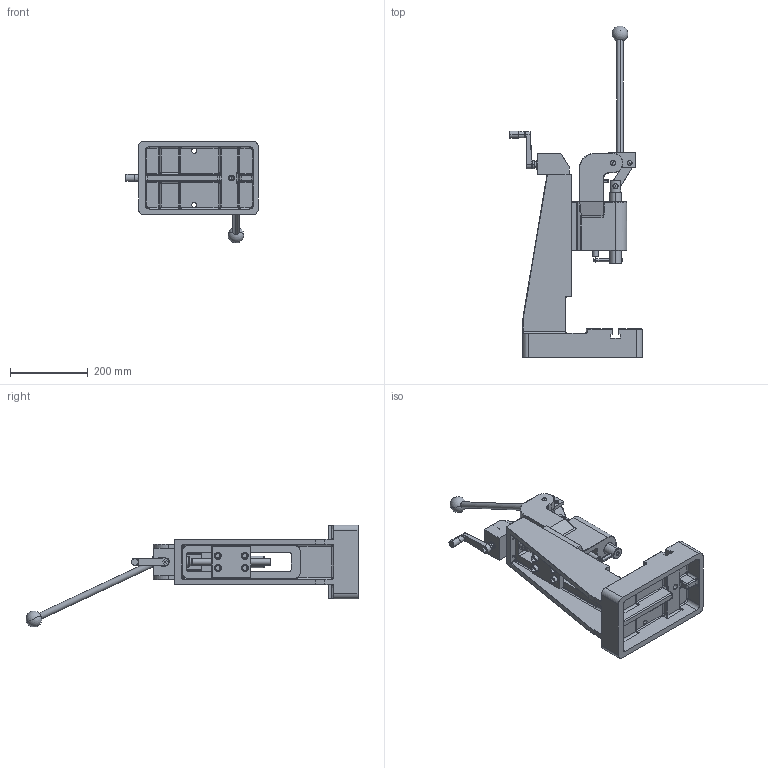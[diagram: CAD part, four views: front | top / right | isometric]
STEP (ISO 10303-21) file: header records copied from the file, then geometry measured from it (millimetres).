
FILE_DESCRIPTION (( 'STEP AP214' ), '1' );
FILE_NAME ('Presse HK2600.STEP', '2024-10-03T13:59:53', ( '' ), ( '' ), 'SwSTEP 2.0', 'SolidWorks 2021', '' );
FILE_SCHEMA (( 'AUTOMOTIVE_DESIGN' ));
Length unit declared in the file: millimetre
Products named in the file (25): Sechskantschraube DIN EN ISO 4017 M8x60; Grundkorpus HK2600; Welle HK2600; Presse HK2600; Gewindestrift DIN EN ISO 4026 M8x12; Hebelarm HK2600; Platte HK2600; Zylinderschraube_ISO4762__DIN912_konfig_00297417_DIN912 M12x75; Knauf HK2600; Kurbel HK2600; Pleul HK2600; Zylinderschraube_ISO4762__DIN912_konfig_00297417_DIN912 M6x35; Kurbelwelle HK2600; Zugfeder HK2600; Zylinderstift DIN6325 12m6x30; Federbolzen; Lagerbock HK2600; Zylinderstift DIN6325 12m6x90; Sicherungsring DIN 471 FST16; Pressenkopf HK2600; Zahnrad HK2600; Hebel HK2600; Gewindestange HK2600; Sechskantmutter DIN 934 M8; Hebelklotz HK12600
Assembly tree (32 placements, depth 2):
  Presse HK2600
    Sicherungsring DIN 471 FST16
    Zahnrad HK2600  x2
    Knauf HK2600
    Zugfeder HK2600
    Zylinderschraube_ISO4762__DIN912_konfig_00297417_DIN912 M12x75  x4
    Zylinderschraube_ISO4762__DIN912_konfig_00297417_DIN912 M6x35  x4
    Zylinderstift DIN6325 12m6x30  x2
    Zylinderstift DIN6325 12m6x90
    Gewindestrift DIN EN ISO 4026 M8x12
    Sechskantschraube DIN EN ISO 4017 M8x60
    Sechskantmutter DIN 934 M8
    Grundkorpus HK2600
    Pressenkopf HK2600
    Hebelarm HK2600
    Hebel HK2600
    Kurbel HK2600
    Platte HK2600
    Lagerbock HK2600
    Kurbelwelle HK2600
    Hebelklotz HK12600
    Pleul HK2600
    Welle HK2600
    Federbolzen
    Gewindestange HK2600
Bounding box: 341.25 x 854.3 x 262.35 mm (x, y, z)
Volume: 6609455.9 mm3; surface area: 861663.1 mm2
Topology: 32 solids, 32 shells, 1485 faces, 3431 edges, 2001 vertices
Faces by surface type: cylinder 559, plane 392, cone 216, torus 183, bspline 105, sphere 30
Entity records: 56557 total; most frequent: CARTESIAN_POINT 18946, DIRECTION 6430, ORIENTED_EDGE 5950, EDGE_CURVE 2975, AXIS2_PLACEMENT_3D 2575, VERTEX_POINT 1755, EDGE_LOOP 1442, CIRCLE 1338
